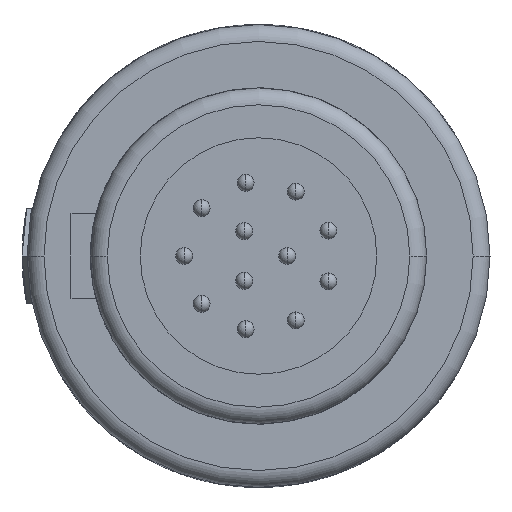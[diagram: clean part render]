
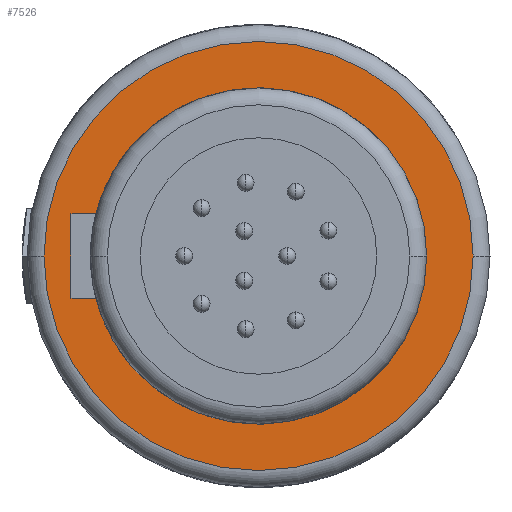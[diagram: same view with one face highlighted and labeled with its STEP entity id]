
A CAD part, left-side view. The second image highlights one B-rep face of the part: STEP entity #7526.
In plain terms, the highlighted planar face has unit normal (-1, 0, 0).
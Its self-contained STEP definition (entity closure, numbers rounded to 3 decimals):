
#2007=CARTESIAN_POINT('',(-6.7,0.,0.));
#2008=DIRECTION('',(-1.,0.,0.));
#2009=DIRECTION('',(0.,-1.,0.));
#2010=AXIS2_PLACEMENT_3D('',#2007,#2008,#2009);
#2012=CARTESIAN_POINT('',(-6.7,0.,0.));
#2013=DIRECTION('',(-1.,0.,0.));
#2014=DIRECTION('',(0.,1.,0.));
#2015=AXIS2_PLACEMENT_3D('',#2012,#2013,#2014);
#2017=DIRECTION('',(0.,1.,0.));
#2018=VECTOR('',#2017,0.735);
#2019=CARTESIAN_POINT('',(-6.7,4.815,-1.25));
#2020=LINE('',#2019,#2018);
#2021=DIRECTION('',(0.,1.,0.));
#2022=VECTOR('',#2021,0.735);
#2023=CARTESIAN_POINT('',(-6.7,4.815,1.25));
#2024=LINE('',#2023,#2022);
#2025=DIRECTION('',(0.,0.,1.));
#2026=VECTOR('',#2025,2.5);
#2027=CARTESIAN_POINT('',(-6.7,5.55,-1.25));
#2028=LINE('',#2027,#2026);
#2058=CARTESIAN_POINT('',(-6.7,0.,0.));
#2059=DIRECTION('',(1.,0.,0.));
#2060=DIRECTION('',(0.,0.968,0.251));
#2061=AXIS2_PLACEMENT_3D('',#2058,#2059,#2060);
#2095=CARTESIAN_POINT('',(-6.7,0.,0.));
#2096=DIRECTION('',(-1.,0.,0.));
#2097=DIRECTION('',(0.,0.968,-0.251));
#2098=AXIS2_PLACEMENT_3D('',#2095,#2096,#2097);
#4177=CARTESIAN_POINT('',(-6.7,-6.35,0.));
#4178=CARTESIAN_POINT('',(-6.7,6.35,0.));
#4179=VERTEX_POINT('',#4177);
#4180=VERTEX_POINT('',#4178);
#4193=CARTESIAN_POINT('',(-6.7,-4.975,0.));
#4194=VERTEX_POINT('',#4193);
#4767=CARTESIAN_POINT('',(-6.7,5.55,-1.25));
#4768=VERTEX_POINT('',#4767);
#4771=CARTESIAN_POINT('',(-6.7,5.55,1.25));
#4772=VERTEX_POINT('',#4771);
#4897=CARTESIAN_POINT('',(-6.7,4.815,-1.25));
#4898=VERTEX_POINT('',#4897);
#4899=CARTESIAN_POINT('',(-6.7,4.815,1.25));
#4900=VERTEX_POINT('',#4899);
#7504=CARTESIAN_POINT('',(-6.7,0.,0.));
#7505=DIRECTION('',(1.,0.,0.));
#7506=DIRECTION('',(0.,-1.,0.));
#7507=AXIS2_PLACEMENT_3D('',#7504,#7505,#7506);
#7508=PLANE('',#7507);
#7510=ORIENTED_EDGE('',*,*,#7509,.F.);
#7511=ORIENTED_EDGE('',*,*,#7487,.F.);
#7512=EDGE_LOOP('',(#7510,#7511));
#7513=FACE_OUTER_BOUND('',#7512,.F.);
#7515=ORIENTED_EDGE('',*,*,#7514,.F.);
#7517=ORIENTED_EDGE('',*,*,#7516,.T.);
#7519=ORIENTED_EDGE('',*,*,#7518,.F.);
#7521=ORIENTED_EDGE('',*,*,#7520,.T.);
#7523=ORIENTED_EDGE('',*,*,#7522,.F.);
#7524=EDGE_LOOP('',(#7515,#7517,#7519,#7521,#7523));
#7525=FACE_BOUND('',#7524,.F.);
#2011=CIRCLE('',#2010,6.35);
#2016=CIRCLE('',#2015,6.35);
#2062=CIRCLE('',#2061,4.975);
#2099=CIRCLE('',#2098,4.975);
#7487=EDGE_CURVE('',#4180,#4179,#2016,.T.);
#7509=EDGE_CURVE('',#4179,#4180,#2011,.T.);
#7514=EDGE_CURVE('',#4898,#4768,#2020,.T.);
#7516=EDGE_CURVE('',#4898,#4194,#2099,.T.);
#7518=EDGE_CURVE('',#4900,#4194,#2062,.T.);
#7520=EDGE_CURVE('',#4900,#4772,#2024,.T.);
#7522=EDGE_CURVE('',#4768,#4772,#2028,.T.);
#7526=ADVANCED_FACE('',(#7513,#7525),#7508,.F.);
